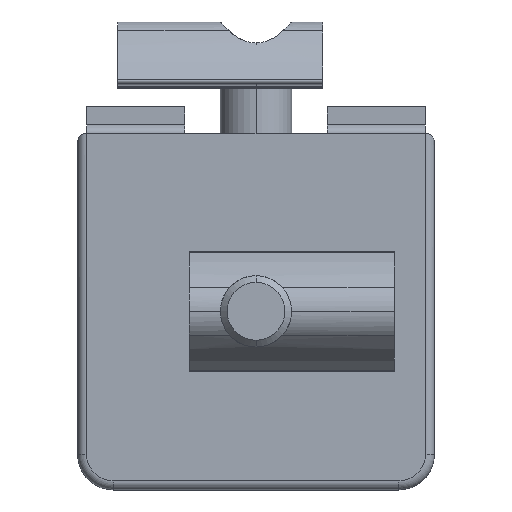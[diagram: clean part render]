
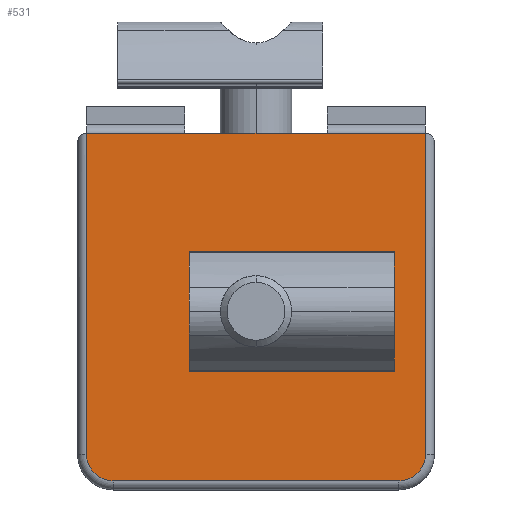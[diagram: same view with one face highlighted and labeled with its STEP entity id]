
A CAD part, top view. The second image highlights one B-rep face of the part: STEP entity #531.
In plain terms, the highlighted planar face has unit normal (0, 0, 1).
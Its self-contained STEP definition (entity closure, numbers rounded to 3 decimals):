
#531=ADVANCED_FACE('',(#989,#990),#991,.F.);
#989=FACE_BOUND('',#1419,.T.);
#990=FACE_OUTER_BOUND('',#1420,.T.);
#991=PLANE('',#1421);
#1419=EDGE_LOOP('',(#2574,#2575));
#1420=EDGE_LOOP('',(#2576,#2577,#2578,#2579,#2580,#2581));
#1421=AXIS2_PLACEMENT_3D('',#2582,#2583,#2584);
#2574=ORIENTED_EDGE('',*,*,#2998,.T.);
#2575=ORIENTED_EDGE('',*,*,#2973,.T.);
#2576=ORIENTED_EDGE('',*,*,#3137,.T.);
#2577=ORIENTED_EDGE('',*,*,#3139,.T.);
#2578=ORIENTED_EDGE('',*,*,#3140,.T.);
#2579=ORIENTED_EDGE('',*,*,#3141,.T.);
#2580=ORIENTED_EDGE('',*,*,#3015,.T.);
#2581=ORIENTED_EDGE('',*,*,#3142,.T.);
#2582=CARTESIAN_POINT('',(0.0,-20.0,0.0));
#2583=DIRECTION('',(0.0,0.0,-1.0));
#2584=DIRECTION('',(0.0,-1.0,0.0));
#2973=EDGE_CURVE('',#3586,#3583,#3587,.T.);
#2998=EDGE_CURVE('',#3583,#3586,#3621,.T.);
#3015=EDGE_CURVE('',#3652,#3650,#3653,.T.);
#3137=EDGE_CURVE('',#3821,#3823,#3825,.T.);
#3139=EDGE_CURVE('',#3823,#3827,#3828,.T.);
#3140=EDGE_CURVE('',#3827,#3829,#3830,.T.);
#3141=EDGE_CURVE('',#3829,#3652,#3831,.T.);
#3142=EDGE_CURVE('',#3650,#3821,#3832,.T.);
#3583=VERTEX_POINT('',#4750);
#3586=VERTEX_POINT('',#4754);
#3587=CIRCLE('',#4755,4.2);
#3621=CIRCLE('',#4796,4.2);
#3650=VERTEX_POINT('',#4834);
#3652=VERTEX_POINT('',#4837);
#3653=LINE('',#4838,#4839);
#3821=VERTEX_POINT('',#5052);
#3823=VERTEX_POINT('',#5054);
#3825=CIRCLE('',#5056,3.0);
#3827=VERTEX_POINT('',#5058);
#3828=LINE('',#5059,#5060);
#3829=VERTEX_POINT('',#5061);
#3830=CIRCLE('',#5062,3.0);
#3831=LINE('',#5063,#5064);
#3832=LINE('',#5065,#5066);
#4750=CARTESIAN_POINT('',(0.0,-24.2,0.0));
#4754=CARTESIAN_POINT('',(0.,-15.8,0.0));
#4755=AXIS2_PLACEMENT_3D('',#5404,#5405,#5406);
#4796=AXIS2_PLACEMENT_3D('',#5444,#5445,#5446);
#4834=CARTESIAN_POINT('',(-19.0,0.0,0.0));
#4837=CARTESIAN_POINT('',(19.0,0.0,0.0));
#4838=CARTESIAN_POINT('',(0.0,0.0,0.0));
#4839=VECTOR('',#5469,1.0);
#5052=CARTESIAN_POINT('',(-19.0,-36.0,0.0));
#5054=CARTESIAN_POINT('',(-16.0,-39.0,0.0));
#5056=AXIS2_PLACEMENT_3D('',#5641,#5642,#5643);
#5058=CARTESIAN_POINT('',(16.0,-39.0,0.0));
#5059=CARTESIAN_POINT('',(0.0,-39.0,0.0));
#5060=VECTOR('',#5644,1.0);
#5061=CARTESIAN_POINT('',(19.0,-36.0,0.0));
#5062=AXIS2_PLACEMENT_3D('',#5645,#5646,#5647);
#5063=CARTESIAN_POINT('',(19.0,-30.0,0.0));
#5064=VECTOR('',#5648,1.0);
#5065=CARTESIAN_POINT('',(-19.0,-20.0,0.0));
#5066=VECTOR('',#5649,1.0);
#5404=CARTESIAN_POINT('',(0.0,-20.0,0.0));
#5405=DIRECTION('',(0.0,0.0,-1.0));
#5406=DIRECTION('',(0.0,-1.0,0.0));
#5444=CARTESIAN_POINT('',(0.0,-20.0,0.0));
#5445=DIRECTION('',(0.0,0.0,-1.0));
#5446=DIRECTION('',(0.0,-1.0,0.0));
#5469=DIRECTION('',(-1.0,0.0,0.0));
#5641=CARTESIAN_POINT('',(-16.0,-36.0,0.0));
#5642=DIRECTION('',(0.0,-0.0,1.0));
#5643=DIRECTION('',(1.0,0.0,0.0));
#5644=DIRECTION('',(1.0,0.0,0.0));
#5645=CARTESIAN_POINT('',(16.0,-36.0,0.0));
#5646=DIRECTION('',(-0.0,0.0,1.0));
#5647=DIRECTION('',(0.0,-1.0,0.0));
#5648=DIRECTION('',(0.0,1.0,0.0));
#5649=DIRECTION('',(0.0,-1.0,0.0));
